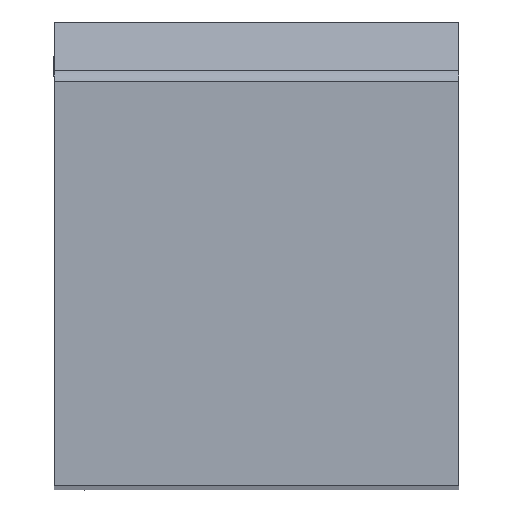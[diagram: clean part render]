
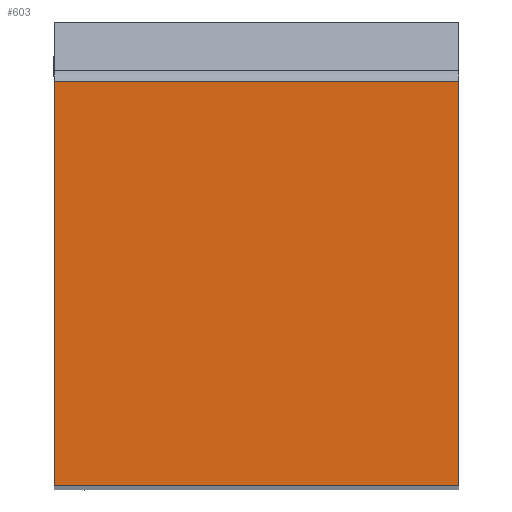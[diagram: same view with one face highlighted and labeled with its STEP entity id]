
A CAD part, top view. The second image highlights one B-rep face of the part: STEP entity #603.
In plain terms, the highlighted planar face has unit normal (0, 0, 1).
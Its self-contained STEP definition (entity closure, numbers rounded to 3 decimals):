
#583=AXIS2_PLACEMENT_3D('Plane Axis2P3D',#580,#581,#582) ;
#455=CARTESIAN_POINT('Vertex',(0.,16.,0.)) ;
#458=CARTESIAN_POINT('Line Origine',(0.,8.,0.)) ;
#462=CARTESIAN_POINT('Vertex',(0.,0.,0.)) ;
#564=CARTESIAN_POINT('Vertex',(-16.,16.,0.)) ;
#567=CARTESIAN_POINT('Line Origine',(-8.,16.,0.)) ;
#580=CARTESIAN_POINT('Axis2P3D Location',(-16.,16.,0.)) ;
#585=CARTESIAN_POINT('Line Origine',(-16.,8.,0.)) ;
#589=CARTESIAN_POINT('Vertex',(-16.,0.,0.)) ;
#592=CARTESIAN_POINT('Line Origine',(-8.,0.,0.)) ;
#459=DIRECTION('Vector Direction',(0.,1.,0.)) ;
#568=DIRECTION('Vector Direction',(1.,0.,0.)) ;
#581=DIRECTION('Axis2P3D Direction',(0.,0.,1.)) ;
#582=DIRECTION('Axis2P3D XDirection',(1.,0.,0.)) ;
#586=DIRECTION('Vector Direction',(0.,1.,0.)) ;
#593=DIRECTION('Vector Direction',(1.,0.,0.)) ;
#460=VECTOR('Line Direction',#459,1.) ;
#569=VECTOR('Line Direction',#568,1.) ;
#587=VECTOR('Line Direction',#586,1.) ;
#594=VECTOR('Line Direction',#593,1.) ;
#598=ORIENTED_EDGE('',*,*,#464,.T.) ;
#599=ORIENTED_EDGE('',*,*,#571,.F.) ;
#600=ORIENTED_EDGE('',*,*,#591,.F.) ;
#601=ORIENTED_EDGE('',*,*,#596,.T.) ;
#603=ADVANCED_FACE('NOCUT',(#602),#584,.T.) ;
#464=EDGE_CURVE('',#463,#456,#461,.T.) ;
#571=EDGE_CURVE('',#565,#456,#570,.T.) ;
#591=EDGE_CURVE('',#590,#565,#588,.T.) ;
#596=EDGE_CURVE('',#590,#463,#595,.T.) ;
#597=EDGE_LOOP('',(#598,#599,#600,#601)) ;
#602=FACE_OUTER_BOUND('',#597,.T.) ;
#461=LINE('Line',#458,#460) ;
#570=LINE('Line',#567,#569) ;
#588=LINE('Line',#585,#587) ;
#595=LINE('Line',#592,#594) ;
#584=PLANE('',#583) ;
#456=VERTEX_POINT('',#455) ;
#463=VERTEX_POINT('',#462) ;
#565=VERTEX_POINT('',#564) ;
#590=VERTEX_POINT('',#589) ;
